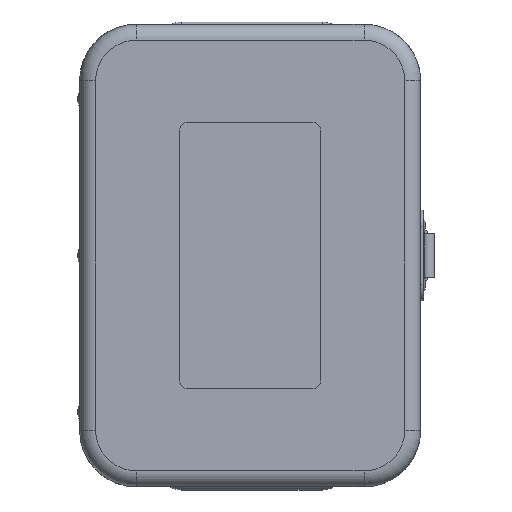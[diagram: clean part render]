
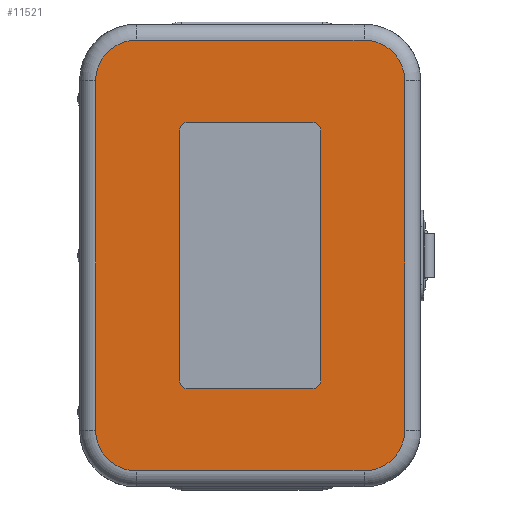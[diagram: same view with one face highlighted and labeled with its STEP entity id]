
A CAD part, top view. The second image highlights one B-rep face of the part: STEP entity #11521.
In plain terms, the highlighted planar face has unit normal (0, 0, 1).
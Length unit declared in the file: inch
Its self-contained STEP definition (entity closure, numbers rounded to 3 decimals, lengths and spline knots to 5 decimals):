
#587=LINE($,#19660,#1436);
#589=LINE($,#19680,#1438);
#592=LINE($,#19687,#1441);
#594=LINE($,#19702,#1443);
#602=LINE($,#19724,#1451);
#603=LINE($,#19728,#1452);
#604=LINE($,#19732,#1453);
#605=LINE($,#19736,#1454);
#1436=VECTOR($,#14617,3.638);
#1438=VECTOR($,#14641,5.58);
#1441=VECTOR($,#14648,5.58);
#1443=VECTOR($,#14668,3.638);
#1451=VECTOR($,#14690,4.);
#1452=VECTOR($,#14693,2.);
#1453=VECTOR($,#14696,4.);
#1454=VECTOR($,#14699,2.);
#2163=PLANE($,#12550);
#2515=FACE_BOUND($,#3944,.T.);
#3179=FACE_OUTER_BOUND($,#3943,.T.);
#3943=EDGE_LOOP($,(#8966,#8967,#8968,#8969,#8970,#8971,#8972,#8973));
#3944=EDGE_LOOP($,(#8974,#8975,#8976,#8977,#8978,#8979,#8980,#8981));
#4799=CIRCLE($,#12525,0.65);
#4803=CIRCLE($,#12530,0.65);
#4807=CIRCLE($,#12537,0.65);
#4811=CIRCLE($,#12542,0.65);
#4814=CIRCLE($,#12551,0.125);
#4815=CIRCLE($,#12552,0.125);
#4816=CIRCLE($,#12553,0.125);
#4817=CIRCLE($,#12554,0.125);
#5527=VERTEX_POINT($,#19657);
#5528=VERTEX_POINT($,#19659);
#5531=VERTEX_POINT($,#19666);
#5532=VERTEX_POINT($,#19671);
#5535=VERTEX_POINT($,#19678);
#5536=VERTEX_POINT($,#19683);
#5539=VERTEX_POINT($,#19690);
#5540=VERTEX_POINT($,#19695);
#5547=VERTEX_POINT($,#19722);
#5548=VERTEX_POINT($,#19723);
#5549=VERTEX_POINT($,#19725);
#5550=VERTEX_POINT($,#19727);
#5551=VERTEX_POINT($,#19729);
#5552=VERTEX_POINT($,#19731);
#5553=VERTEX_POINT($,#19733);
#5554=VERTEX_POINT($,#19735);
#6810=EDGE_CURVE($,#5527,#5528,#587,.T.);
#6814=EDGE_CURVE($,#5531,#5527,#4799,.T.);
#6818=EDGE_CURVE($,#5528,#5532,#4803,.T.);
#6820=EDGE_CURVE($,#5535,#5531,#589,.T.);
#6824=EDGE_CURVE($,#5532,#5536,#592,.T.);
#6826=EDGE_CURVE($,#5539,#5535,#4807,.T.);
#6830=EDGE_CURVE($,#5536,#5540,#4811,.T.);
#6832=EDGE_CURVE($,#5540,#5539,#594,.T.);
#6842=EDGE_CURVE($,#5547,#5548,#602,.T.);
#6843=EDGE_CURVE($,#5549,#5548,#4814,.T.);
#6844=EDGE_CURVE($,#5549,#5550,#603,.T.);
#6845=EDGE_CURVE($,#5551,#5550,#4815,.T.);
#6846=EDGE_CURVE($,#5551,#5552,#604,.T.);
#6847=EDGE_CURVE($,#5553,#5552,#4816,.T.);
#6848=EDGE_CURVE($,#5553,#5554,#605,.T.);
#6849=EDGE_CURVE($,#5547,#5554,#4817,.T.);
#8966=ORIENTED_EDGE($,*,*,#6810,.F.);
#8967=ORIENTED_EDGE($,*,*,#6814,.F.);
#8968=ORIENTED_EDGE($,*,*,#6820,.F.);
#8969=ORIENTED_EDGE($,*,*,#6826,.F.);
#8970=ORIENTED_EDGE($,*,*,#6832,.F.);
#8971=ORIENTED_EDGE($,*,*,#6830,.F.);
#8972=ORIENTED_EDGE($,*,*,#6824,.F.);
#8973=ORIENTED_EDGE($,*,*,#6818,.F.);
#8974=ORIENTED_EDGE($,*,*,#6842,.T.);
#8975=ORIENTED_EDGE($,*,*,#6843,.F.);
#8976=ORIENTED_EDGE($,*,*,#6844,.T.);
#8977=ORIENTED_EDGE($,*,*,#6845,.F.);
#8978=ORIENTED_EDGE($,*,*,#6846,.T.);
#8979=ORIENTED_EDGE($,*,*,#6847,.F.);
#8980=ORIENTED_EDGE($,*,*,#6848,.T.);
#8981=ORIENTED_EDGE($,*,*,#6849,.F.);
#11521=ADVANCED_FACE($,(#3179,#2515),#2163,.T.);
#12525=AXIS2_PLACEMENT_3D($,#19668,#14625,#14626);
#12530=AXIS2_PLACEMENT_3D($,#19675,#14635,#14636);
#12537=AXIS2_PLACEMENT_3D($,#19692,#14653,#14654);
#12542=AXIS2_PLACEMENT_3D($,#19699,#14663,#14664);
#12550=AXIS2_PLACEMENT_3D($,#19721,#14688,#14689);
#12551=AXIS2_PLACEMENT_3D($,#19726,#14691,#14692);
#12552=AXIS2_PLACEMENT_3D($,#19730,#14694,#14695);
#12553=AXIS2_PLACEMENT_3D($,#19734,#14697,#14698);
#12554=AXIS2_PLACEMENT_3D($,#19737,#14700,#14701);
#14617=DIRECTION($,(1.,0.,0.));
#14625=DIRECTION('center_axis',(0.,0.,-1.));
#14626=DIRECTION('ref_axis',(-0.707,0.707,0.));
#14635=DIRECTION('center_axis',(0.,0.,-1.));
#14636=DIRECTION('ref_axis',(0.707,0.707,0.));
#14641=DIRECTION($,(0.,1.,0.));
#14648=DIRECTION($,(0.,-1.,0.));
#14653=DIRECTION('center_axis',(0.,0.,-1.));
#14654=DIRECTION('ref_axis',(-0.707,-0.707,0.));
#14663=DIRECTION('center_axis',(0.,0.,-1.));
#14664=DIRECTION('ref_axis',(0.707,-0.707,0.));
#14668=DIRECTION($,(-1.,0.,0.));
#14688=DIRECTION('center_axis',(0.,0.,1.));
#14689=DIRECTION('ref_axis',(1.,0.,0.));
#14690=DIRECTION($,(0.,1.,0.));
#14691=DIRECTION('center_axis',(0.,0.,1.));
#14692=DIRECTION('ref_axis',(-0.707,0.707,0.));
#14693=DIRECTION($,(1.,0.,0.));
#14694=DIRECTION('center_axis',(0.,0.,1.));
#14695=DIRECTION('ref_axis',(0.707,0.707,0.));
#14696=DIRECTION($,(0.,-1.,0.));
#14697=DIRECTION('center_axis',(0.,0.,1.));
#14698=DIRECTION('ref_axis',(0.707,-0.707,0.));
#14699=DIRECTION($,(-1.,0.,0.));
#14700=DIRECTION('center_axis',(0.,0.,1.));
#14701=DIRECTION('ref_axis',(-0.707,-0.707,0.));
#19657=CARTESIAN_POINT('',(-1.819,3.44,0.765));
#19659=CARTESIAN_POINT('',(1.819,3.44,0.765));
#19660=CARTESIAN_POINT($,(-1.819,3.44,0.765));
#19666=CARTESIAN_POINT('',(-2.469,2.79,0.765));
#19668=CARTESIAN_POINT('Origin',(-1.819,2.79,0.765));
#19671=CARTESIAN_POINT('',(2.469,2.79,0.765));
#19675=CARTESIAN_POINT('Origin',(1.819,2.79,0.765));
#19678=CARTESIAN_POINT('',(-2.469,-2.79,0.765));
#19680=CARTESIAN_POINT($,(-2.469,-2.79,0.765));
#19683=CARTESIAN_POINT('',(2.469,-2.79,0.765));
#19687=CARTESIAN_POINT($,(2.469,2.79,0.765));
#19690=CARTESIAN_POINT('',(-1.819,-3.44,0.765));
#19692=CARTESIAN_POINT('Origin',(-1.819,-2.79,0.765));
#19695=CARTESIAN_POINT('',(1.819,-3.44,0.765));
#19699=CARTESIAN_POINT('Origin',(1.819,-2.79,0.765));
#19702=CARTESIAN_POINT($,(1.819,-3.44,0.765));
#19721=CARTESIAN_POINT('Origin',(0.,0.,0.765));
#19722=CARTESIAN_POINT('',(-1.125,-2.,0.765));
#19723=CARTESIAN_POINT('',(-1.125,2.,0.765));
#19724=CARTESIAN_POINT($,(-1.125,-2.,0.765));
#19725=CARTESIAN_POINT('',(-1.,2.125,0.765));
#19726=CARTESIAN_POINT('Origin',(-1.,2.,0.765));
#19727=CARTESIAN_POINT('',(1.,2.125,0.765));
#19728=CARTESIAN_POINT($,(-1.,2.125,0.765));
#19729=CARTESIAN_POINT('',(1.125,2.,0.765));
#19730=CARTESIAN_POINT('Origin',(1.,2.,0.765));
#19731=CARTESIAN_POINT('',(1.125,-2.,0.765));
#19732=CARTESIAN_POINT($,(1.125,2.,0.765));
#19733=CARTESIAN_POINT('',(1.,-2.125,0.765));
#19734=CARTESIAN_POINT('Origin',(1.,-2.,0.765));
#19735=CARTESIAN_POINT('',(-1.,-2.125,0.765));
#19736=CARTESIAN_POINT($,(1.,-2.125,0.765));
#19737=CARTESIAN_POINT('Origin',(-1.,-2.,0.765));
